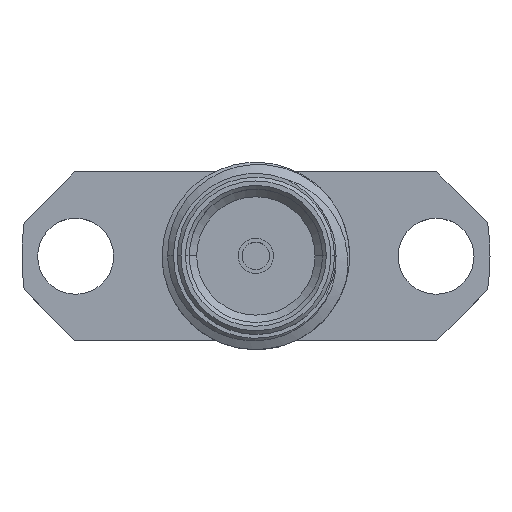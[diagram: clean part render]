
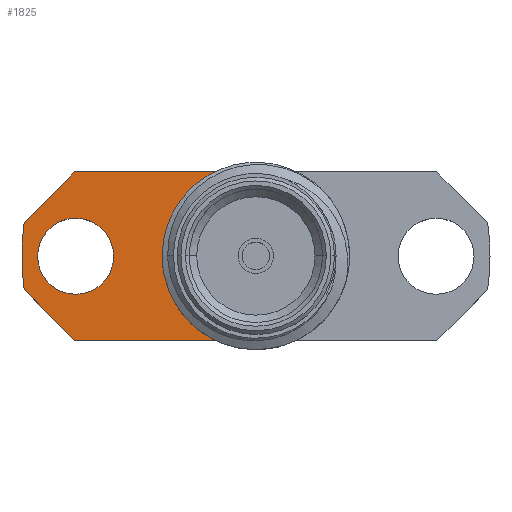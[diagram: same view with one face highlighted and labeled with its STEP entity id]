
A CAD part, top view. The second image highlights one B-rep face of the part: STEP entity #1825.
In plain terms, the highlighted planar face has unit normal (0, 0, 1).
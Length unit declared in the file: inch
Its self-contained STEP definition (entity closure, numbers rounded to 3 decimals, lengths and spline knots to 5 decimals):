
#74 = DIRECTION ( 'NONE',  ( 0., 0., 1. ) ) ;
#86 = CARTESIAN_POINT ( 'NONE',  ( 0., 0., 0.0325 ) ) ;
#110 = VERTEX_POINT ( 'NONE', #342 ) ;
#231 = ORIENTED_EDGE ( 'NONE', *, *, #3064, .F. ) ;
#242 = VECTOR ( 'NONE', #2931, 39.37008 ) ;
#305 = VERTEX_POINT ( 'NONE', #1972 ) ;
#328 = VECTOR ( 'NONE', #1102, 39.37008 ) ;
#342 = CARTESIAN_POINT ( 'NONE',  ( -0.30928, -0.04477, 0.0325 ) ) ;
#345 = EDGE_CURVE ( 'NONE', #1579, #110, #1200, .T. ) ;
#375 = ORIENTED_EDGE ( 'NONE', *, *, #1784, .F. ) ;
#416 = CARTESIAN_POINT ( 'NONE',  ( -0.30928, 0.04477, 0.0325 ) ) ;
#502 = PLANE ( 'NONE',  #889 ) ;
#529 = CARTESIAN_POINT ( 'NONE',  ( -0.24155, -0.1125, 0.0325 ) ) ;
#532 = ORIENTED_EDGE ( 'NONE', *, *, #3474, .T. ) ;
#698 = LINE ( 'NONE', #2911, #328 ) ;
#734 = ORIENTED_EDGE ( 'NONE', *, *, #940, .T. ) ;
#756 = EDGE_CURVE ( 'NONE', #110, #2775, #2634, .T. ) ;
#769 = ORIENTED_EDGE ( 'NONE', *, *, #345, .T. ) ;
#878 = LINE ( 'NONE', #2669, #242 ) ;
#889 = AXIS2_PLACEMENT_3D ( 'NONE', #2682, #1311, #1841 ) ;
#922 = DIRECTION ( 'NONE',  ( 1., 0., 0. ) ) ;
#940 = EDGE_CURVE ( 'NONE', #1120, #305, #1920, .T. ) ;
#963 = CARTESIAN_POINT ( 'NONE',  ( -0.2405, 0., 0.0325 ) ) ;
#997 = CARTESIAN_POINT ( 'NONE',  ( -0.30928, -0.04477, 0.0325 ) ) ;
#1102 = DIRECTION ( 'NONE',  ( 1., 0., 0. ) ) ;
#1107 = DIRECTION ( 'NONE',  ( -1., 0., 0. ) ) ;
#1120 = VERTEX_POINT ( 'NONE', #1190 ) ;
#1134 = EDGE_CURVE ( 'NONE', #305, #2312, #2722, .T. ) ;
#1190 = CARTESIAN_POINT ( 'NONE',  ( -0.02385, -0.1125, 0.0325 ) ) ;
#1200 = CIRCLE ( 'NONE', #2804, 0.3125 ) ;
#1222 = CARTESIAN_POINT ( 'NONE',  ( -0.18975, 0., 0.0325 ) ) ;
#1246 = ORIENTED_EDGE ( 'NONE', *, *, #1822, .T. ) ;
#1290 = EDGE_LOOP ( 'NONE', ( #231, #375 ) ) ;
#1311 = DIRECTION ( 'NONE',  ( 0., 0., -1. ) ) ;
#1387 = CARTESIAN_POINT ( 'NONE',  ( -0.29125, 0., 0.0325 ) ) ;
#1418 = CARTESIAN_POINT ( 'NONE',  ( 0., 0., 0.0325 ) ) ;
#1426 = ORIENTED_EDGE ( 'NONE', *, *, #1134, .T. ) ;
#1435 = DIRECTION ( 'NONE',  ( 0., 0., -1. ) ) ;
#1439 = CARTESIAN_POINT ( 'NONE',  ( -0.24155, 0.1125, 0.0325 ) ) ;
#1551 = CIRCLE ( 'NONE', #1898, 0.05075 ) ;
#1579 = VERTEX_POINT ( 'NONE', #1882 ) ;
#1665 = VECTOR ( 'NONE', #3174, 39.37008 ) ;
#1705 = DIRECTION ( 'NONE',  ( -1., 0., 0. ) ) ;
#1728 = VECTOR ( 'NONE', #1733, 39.37008 ) ;
#1733 = DIRECTION ( 'NONE',  ( -0.707, -0.707, 0. ) ) ;
#1754 = CARTESIAN_POINT ( 'NONE',  ( -0.2405, 0., 0.0325 ) ) ;
#1784 = EDGE_CURVE ( 'NONE', #2095, #2989, #2542, .T. ) ;
#1822 = EDGE_CURVE ( 'NONE', #2312, #2136, #878, .T. ) ;
#1825 = ADVANCED_FACE ( 'NONE', ( #2279, #2061 ), #502, .F. ) ;
#1841 = DIRECTION ( 'NONE',  ( -1., 0., 0. ) ) ;
#1882 = CARTESIAN_POINT ( 'NONE',  ( -0.30928, 0.04477, 0.0325 ) ) ;
#1898 = AXIS2_PLACEMENT_3D ( 'NONE', #1754, #2552, #922 ) ;
#1920 = CIRCLE ( 'NONE', #3182, 0.115 ) ;
#1972 = CARTESIAN_POINT ( 'NONE',  ( -0.115, 0., 0.0325 ) ) ;
#2054 = CARTESIAN_POINT ( 'NONE',  ( -0.02385, 0.1125, 0.0325 ) ) ;
#2061 = FACE_OUTER_BOUND ( 'NONE', #3405, .T. ) ;
#2095 = VERTEX_POINT ( 'NONE', #1387 ) ;
#2099 = LINE ( 'NONE', #416, #1728 ) ;
#2136 = VERTEX_POINT ( 'NONE', #1439 ) ;
#2231 = DIRECTION ( 'NONE',  ( 1., 0., 0. ) ) ;
#2279 = FACE_BOUND ( 'NONE', #1290, .T. ) ;
#2294 = ORIENTED_EDGE ( 'NONE', *, *, #3224, .T. ) ;
#2312 = VERTEX_POINT ( 'NONE', #2054 ) ;
#2436 = DIRECTION ( 'NONE',  ( 0., 0., -1. ) ) ;
#2437 = ORIENTED_EDGE ( 'NONE', *, *, #756, .T. ) ;
#2542 = CIRCLE ( 'NONE', #2711, 0.05075 ) ;
#2552 = DIRECTION ( 'NONE',  ( 0., 0., 1. ) ) ;
#2607 = AXIS2_PLACEMENT_3D ( 'NONE', #1418, #1435, #1705 ) ;
#2634 = LINE ( 'NONE', #997, #1665 ) ;
#2669 = CARTESIAN_POINT ( 'NONE',  ( -0.3125, 0.1125, 0.0325 ) ) ;
#2682 = CARTESIAN_POINT ( 'NONE',  ( 0., 0., 0.0325 ) ) ;
#2711 = AXIS2_PLACEMENT_3D ( 'NONE', #963, #3359, #2854 ) ;
#2722 = CIRCLE ( 'NONE', #2607, 0.115 ) ;
#2775 = VERTEX_POINT ( 'NONE', #529 ) ;
#2804 = AXIS2_PLACEMENT_3D ( 'NONE', #86, #74, #2231 ) ;
#2854 = DIRECTION ( 'NONE',  ( 1., 0., 0. ) ) ;
#2911 = CARTESIAN_POINT ( 'NONE',  ( -0.3125, -0.1125, 0.0325 ) ) ;
#2931 = DIRECTION ( 'NONE',  ( -1., 0., 0. ) ) ;
#2989 = VERTEX_POINT ( 'NONE', #1222 ) ;
#3064 = EDGE_CURVE ( 'NONE', #2989, #2095, #1551, .T. ) ;
#3174 = DIRECTION ( 'NONE',  ( 0.707, -0.707, 0. ) ) ;
#3182 = AXIS2_PLACEMENT_3D ( 'NONE', #3285, #2436, #1107 ) ;
#3224 = EDGE_CURVE ( 'NONE', #2775, #1120, #698, .T. ) ;
#3285 = CARTESIAN_POINT ( 'NONE',  ( 0., 0., 0.0325 ) ) ;
#3359 = DIRECTION ( 'NONE',  ( 0., 0., 1. ) ) ;
#3405 = EDGE_LOOP ( 'NONE', ( #1246, #532, #769, #2437, #2294, #734, #1426 ) ) ;
#3474 = EDGE_CURVE ( 'NONE', #2136, #1579, #2099, .T. ) ;
